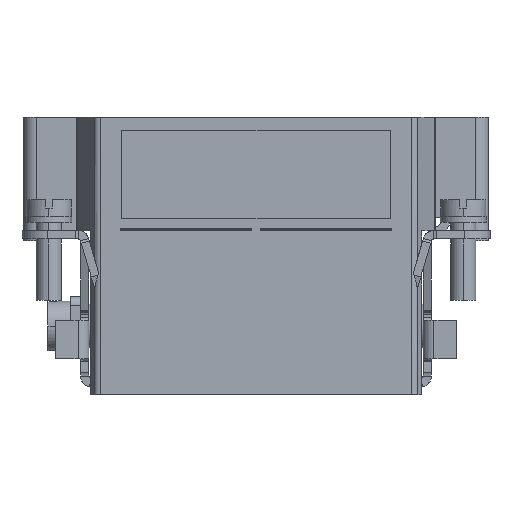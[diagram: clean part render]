
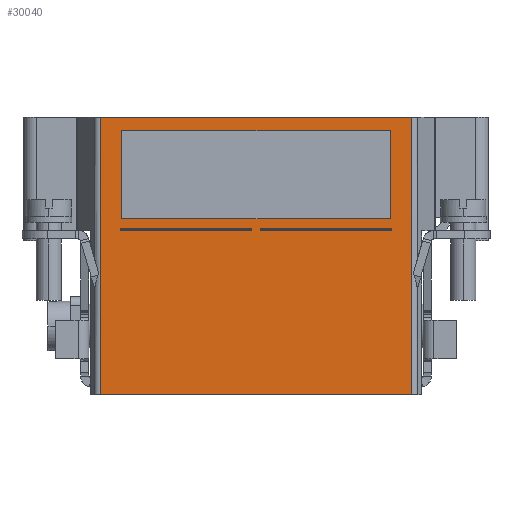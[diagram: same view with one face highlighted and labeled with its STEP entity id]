
A CAD part, left-side view. The second image highlights one B-rep face of the part: STEP entity #30040.
In plain terms, the highlighted planar face has unit normal (-1, 0, 0).
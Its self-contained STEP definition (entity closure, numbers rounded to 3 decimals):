
#1971=DIRECTION('',(0.,-1.,0.));
#1972=VECTOR('',#1971,37.239);
#1973=CARTESIAN_POINT('',(-11.323,-28.88,-21.194));
#1974=LINE('',#1973,#1972);
#5741=DIRECTION('',(0.,-1.,0.));
#5742=VECTOR('',#5741,15.731);
#5743=CARTESIAN_POINT('',(-11.323,-48.001,-1.603));
#5744=LINE('',#5743,#5742);
#5745=DIRECTION('',(0.,-1.,0.));
#5746=VECTOR('',#5745,15.731);
#5747=CARTESIAN_POINT('',(-11.323,-31.268,-1.603));
#5748=LINE('',#5747,#5746);
#7148=DIRECTION('',(0.,0.,1.));
#7149=VECTOR('',#7148,33.117);
#7150=CARTESIAN_POINT('',(-11.323,-66.12,-21.194));
#7151=LINE('',#7150,#7149);
#7169=DIRECTION('',(0.,0.,-1.));
#7170=VECTOR('',#7169,10.521);
#7171=CARTESIAN_POINT('',(-11.323,-63.532,10.321));
#7172=LINE('',#7171,#7170);
#7173=DIRECTION('',(0.,0.,-1.));
#7174=VECTOR('',#7173,0.2);
#7175=CARTESIAN_POINT('',(-11.323,-63.732,-1.403));
#7176=LINE('',#7175,#7174);
#7177=DIRECTION('',(0.,0.,-1.));
#7178=VECTOR('',#7177,0.2);
#7179=CARTESIAN_POINT('',(-11.323,-46.999,-1.403));
#7180=LINE('',#7179,#7178);
#7181=DIRECTION('',(0.,-1.,0.));
#7182=VECTOR('',#7181,15.731);
#7183=CARTESIAN_POINT('',(-11.323,-31.268,-1.403));
#7184=LINE('',#7183,#7182);
#7185=DIRECTION('',(0.,1.,0.));
#7186=VECTOR('',#7185,37.239);
#7187=CARTESIAN_POINT('',(-11.323,-66.12,11.924));
#7188=LINE('',#7187,#7186);
#7189=DIRECTION('',(0.,0.,-1.));
#7190=VECTOR('',#7189,10.521);
#7191=CARTESIAN_POINT('',(-11.323,-31.468,10.321));
#7192=LINE('',#7191,#7190);
#7206=DIRECTION('',(0.,-1.,0.));
#7207=VECTOR('',#7206,32.063);
#7208=CARTESIAN_POINT('',(-11.323,-31.468,-0.2));
#7209=LINE('',#7208,#7207);
#7214=DIRECTION('',(0.,1.,0.));
#7215=VECTOR('',#7214,32.063);
#7216=CARTESIAN_POINT('',(-11.323,-63.532,10.321));
#7217=LINE('',#7216,#7215);
#7239=DIRECTION('',(0.,0.,-1.));
#7240=VECTOR('',#7239,0.2);
#7241=CARTESIAN_POINT('',(-11.323,-48.001,-1.403));
#7242=LINE('',#7241,#7240);
#7255=DIRECTION('',(0.,1.,0.));
#7256=VECTOR('',#7255,15.731);
#7257=CARTESIAN_POINT('',(-11.323,-63.732,-1.403));
#7258=LINE('',#7257,#7256);
#7279=DIRECTION('',(0.,0.,-1.));
#7280=VECTOR('',#7279,0.2);
#7281=CARTESIAN_POINT('',(-11.323,-31.268,-1.403));
#7282=LINE('',#7281,#7280);
#7321=DIRECTION('',(0.,0.,-1.));
#7322=VECTOR('',#7321,33.117);
#7323=CARTESIAN_POINT('',(-11.323,-28.88,11.924));
#7324=LINE('',#7323,#7322);
#17998=CARTESIAN_POINT('',(-11.323,-28.88,11.924));
#17999=VERTEX_POINT('',#17998);
#18000=CARTESIAN_POINT('',(-11.323,-66.12,11.924));
#18001=VERTEX_POINT('',#18000);
#18131=CARTESIAN_POINT('',(-11.323,-63.732,-1.403));
#18132=CARTESIAN_POINT('',(-11.323,-48.001,-1.403));
#18133=VERTEX_POINT('',#18131);
#18134=VERTEX_POINT('',#18132);
#18135=CARTESIAN_POINT('',(-11.323,-31.268,-1.403));
#18136=CARTESIAN_POINT('',(-11.323,-46.999,-1.403));
#18137=VERTEX_POINT('',#18135);
#18138=VERTEX_POINT('',#18136);
#18139=CARTESIAN_POINT('',(-11.323,-31.468,10.321));
#18140=CARTESIAN_POINT('',(-11.323,-31.468,-0.2));
#18141=VERTEX_POINT('',#18139);
#18142=VERTEX_POINT('',#18140);
#18143=CARTESIAN_POINT('',(-11.323,-63.532,10.321));
#18144=VERTEX_POINT('',#18143);
#18145=CARTESIAN_POINT('',(-11.323,-63.532,-0.2));
#18146=VERTEX_POINT('',#18145);
#18405=CARTESIAN_POINT('',(-11.323,-28.88,-21.194));
#18406=VERTEX_POINT('',#18405);
#18407=CARTESIAN_POINT('',(-11.323,-66.12,-21.194));
#18408=VERTEX_POINT('',#18407);
#18452=CARTESIAN_POINT('',(-11.323,-48.001,-1.603));
#18454=VERTEX_POINT('',#18452);
#18457=CARTESIAN_POINT('',(-11.323,-63.732,-1.603));
#18458=VERTEX_POINT('',#18457);
#18460=CARTESIAN_POINT('',(-11.323,-46.999,-1.603));
#18462=VERTEX_POINT('',#18460);
#18465=CARTESIAN_POINT('',(-11.323,-31.268,-1.603));
#18466=VERTEX_POINT('',#18465);
#29999=CARTESIAN_POINT('',(-11.323,-28.416,11.924));
#30000=DIRECTION('',(1.,0.,0.));
#30001=DIRECTION('',(0.,-1.,0.));
#30002=AXIS2_PLACEMENT_3D('',#29999,#30000,#30001);
#30003=PLANE('',#30002);
#30005=ORIENTED_EDGE('',*,*,#30004,.F.);
#30007=ORIENTED_EDGE('',*,*,#30006,.F.);
#30008=ORIENTED_EDGE('',*,*,#29985,.F.);
#30009=ORIENTED_EDGE('',*,*,#24218,.F.);
#30010=EDGE_LOOP('',(#30005,#30007,#30008,#30009));
#30011=FACE_OUTER_BOUND('',#30010,.F.);
#30013=ORIENTED_EDGE('',*,*,#30012,.T.);
#30014=ORIENTED_EDGE('',*,*,#28111,.T.);
#30016=ORIENTED_EDGE('',*,*,#30015,.F.);
#30018=ORIENTED_EDGE('',*,*,#30017,.T.);
#30019=EDGE_LOOP('',(#30013,#30014,#30016,#30018));
#30020=FACE_BOUND('',#30019,.F.);
#30022=ORIENTED_EDGE('',*,*,#30021,.T.);
#30023=ORIENTED_EDGE('',*,*,#28123,.T.);
#30025=ORIENTED_EDGE('',*,*,#30024,.F.);
#30027=ORIENTED_EDGE('',*,*,#30026,.F.);
#30028=EDGE_LOOP('',(#30022,#30023,#30025,#30027));
#30029=FACE_BOUND('',#30028,.F.);
#30031=ORIENTED_EDGE('',*,*,#30030,.T.);
#30033=ORIENTED_EDGE('',*,*,#30032,.T.);
#30035=ORIENTED_EDGE('',*,*,#30034,.F.);
#30037=ORIENTED_EDGE('',*,*,#30036,.T.);
#30038=EDGE_LOOP('',(#30031,#30033,#30035,#30037));
#30039=FACE_BOUND('',#30038,.F.);
#30040=ADVANCED_FACE('',(#30011,#30020,#30029,#30039),#30003,.F.);
#24218=EDGE_CURVE('',#18406,#18408,#1974,.T.);
#28111=EDGE_CURVE('',#18454,#18458,#5744,.T.);
#28123=EDGE_CURVE('',#18466,#18462,#5748,.T.);
#29985=EDGE_CURVE('',#18408,#18001,#7151,.T.);
#30004=EDGE_CURVE('',#17999,#18406,#7324,.T.);
#30006=EDGE_CURVE('',#18001,#17999,#7188,.T.);
#30012=EDGE_CURVE('',#18134,#18454,#7242,.T.);
#30015=EDGE_CURVE('',#18133,#18458,#7176,.T.);
#30017=EDGE_CURVE('',#18133,#18134,#7258,.T.);
#30021=EDGE_CURVE('',#18137,#18466,#7282,.T.);
#30024=EDGE_CURVE('',#18138,#18462,#7180,.T.);
#30026=EDGE_CURVE('',#18137,#18138,#7184,.T.);
#30030=EDGE_CURVE('',#18141,#18142,#7192,.T.);
#30032=EDGE_CURVE('',#18142,#18146,#7209,.T.);
#30034=EDGE_CURVE('',#18144,#18146,#7172,.T.);
#30036=EDGE_CURVE('',#18144,#18141,#7217,.T.);
